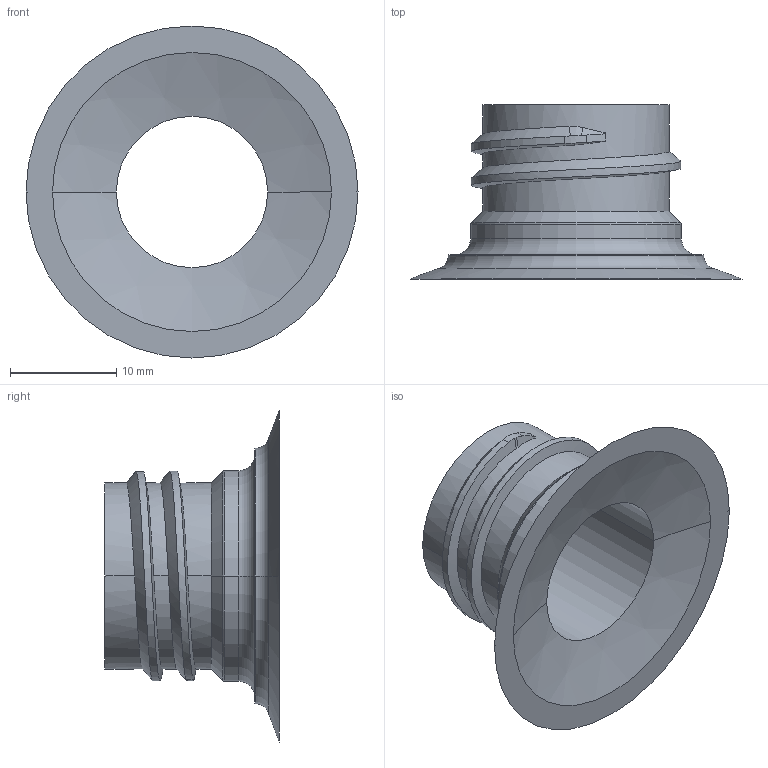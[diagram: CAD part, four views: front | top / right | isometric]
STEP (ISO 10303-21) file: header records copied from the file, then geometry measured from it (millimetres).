
FILE_DESCRIPTION (( 'STEP AP214' ), '1' );
FILE_NAME ('M20SP410.STEP', '2024-11-26T12:12:12', ( '' ), ( '' ), 'SwSTEP 2.0', 'SolidWorks 2019', '' );
FILE_SCHEMA (( 'AUTOMOTIVE_DESIGN' ));
Length unit declared in the file: millimetre
Products named in the file (1): M20SP410
Bounding box: 31.18 x 16.38 x 31.18 mm (x, y, z)
Volume: 2133.3 mm3; surface area: 2827.2 mm2
Topology: 1 solids, 1 shells, 42 faces, 103 edges, 64 vertices
Faces by surface type: bspline 15, cylinder 10, torus 6, plane 5, sphere 4, cone 2
Entity records: 1909 total; most frequent: CARTESIAN_POINT 1004, ORIENTED_EDGE 206, DIRECTION 148, EDGE_CURVE 103, AXIS2_PLACEMENT_3D 64, VERTEX_POINT 64, EDGE_LOOP 45, ADVANCED_FACE 42
